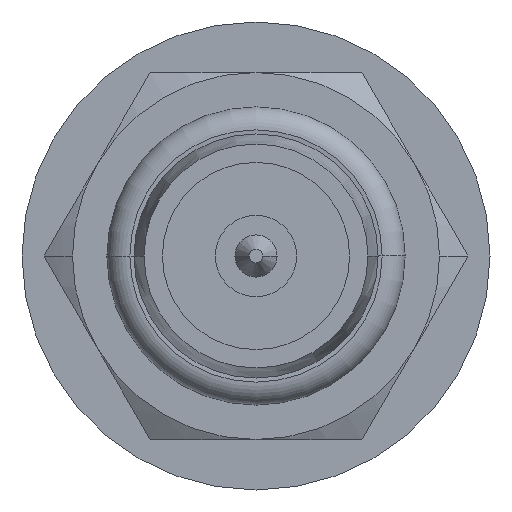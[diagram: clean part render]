
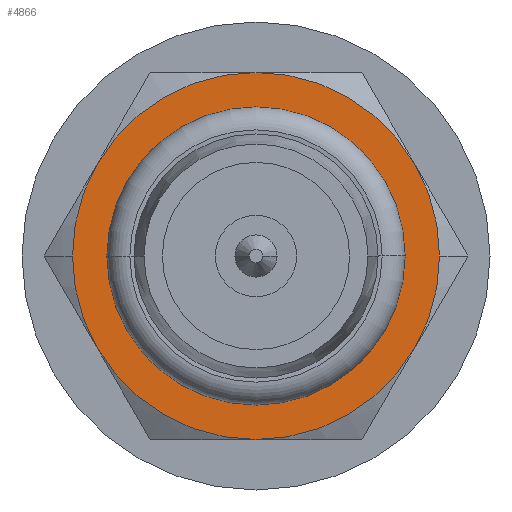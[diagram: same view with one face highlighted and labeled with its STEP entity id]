
A CAD part, left-side view. The second image highlights one B-rep face of the part: STEP entity #4866.
In plain terms, the highlighted planar face has unit normal (-1, 0, 0).
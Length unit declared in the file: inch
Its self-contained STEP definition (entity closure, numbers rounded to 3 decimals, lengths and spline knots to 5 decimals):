
#33 = AXIS2_PLACEMENT_3D ( 'NONE', #3542, #3462, #3581 ) ;
#57 = EDGE_CURVE ( 'NONE', #1484, #557, #442, .T. ) ;
#89 = VERTEX_POINT ( 'NONE', #1761 ) ;
#132 = CIRCLE ( 'NONE', #33, 0.15748 ) ;
#160 = AXIS2_PLACEMENT_3D ( 'NONE', #2873, #4643, #5627 ) ;
#216 = ORIENTED_EDGE ( 'NONE', *, *, #957, .F. ) ;
#240 = EDGE_LOOP ( 'NONE', ( #346, #378, #3215, #826, #2367, #216, #1615, #5563 ) ) ;
#256 = AXIS2_PLACEMENT_3D ( 'NONE', #2672, #3890, #1333 ) ;
#346 = ORIENTED_EDGE ( 'NONE', *, *, #1312, .F. ) ;
#351 = CIRCLE ( 'NONE', #160, 0.15748 ) ;
#366 = DIRECTION ( 'NONE',  ( 1., 0., 0. ) ) ;
#378 = ORIENTED_EDGE ( 'NONE', *, *, #4400, .F. ) ;
#425 = EDGE_CURVE ( 'NONE', #4905, #1484, #5312, .T. ) ;
#442 = CIRCLE ( 'NONE', #3938, 0.12402 ) ;
#445 = CIRCLE ( 'NONE', #3843, 0.15748 ) ;
#462 = CARTESIAN_POINT ( 'NONE',  ( 0., 0., 0. ) ) ;
#515 = ORIENTED_EDGE ( 'NONE', *, *, #425, .T. ) ;
#550 = VERTEX_POINT ( 'NONE', #5385 ) ;
#557 = VERTEX_POINT ( 'NONE', #5445 ) ;
#572 = CARTESIAN_POINT ( 'NONE',  ( 0., 0., 0. ) ) ;
#779 = EDGE_CURVE ( 'NONE', #1061, #550, #351, .T. ) ;
#826 = ORIENTED_EDGE ( 'NONE', *, *, #779, .T. ) ;
#844 = CARTESIAN_POINT ( 'NONE',  ( 0., 0., 0. ) ) ;
#880 = VERTEX_POINT ( 'NONE', #2697 ) ;
#913 = AXIS2_PLACEMENT_3D ( 'NONE', #844, #3914, #2124 ) ;
#957 = EDGE_CURVE ( 'NONE', #880, #89, #4031, .T. ) ;
#1061 = VERTEX_POINT ( 'NONE', #1523 ) ;
#1210 = DIRECTION ( 'NONE',  ( 1., 0., 0. ) ) ;
#1247 = DIRECTION ( 'NONE',  ( 0., 0., 1. ) ) ;
#1312 = EDGE_CURVE ( 'NONE', #1389, #1654, #4312, .T. ) ;
#1333 = DIRECTION ( 'NONE',  ( 0., 0.866, 0.5 ) ) ;
#1389 = VERTEX_POINT ( 'NONE', #2691 ) ;
#1484 = VERTEX_POINT ( 'NONE', #2343 ) ;
#1523 = CARTESIAN_POINT ( 'NONE',  ( 0., -0.15748, 0. ) ) ;
#1554 = DIRECTION ( 'NONE',  ( 0., 0.866, 0.5 ) ) ;
#1615 = ORIENTED_EDGE ( 'NONE', *, *, #4596, .T. ) ;
#1622 = CARTESIAN_POINT ( 'NONE',  ( 0., 0.12402, 0. ) ) ;
#1654 = VERTEX_POINT ( 'NONE', #4802 ) ;
#1691 = CARTESIAN_POINT ( 'NONE',  ( 0., 0., 0. ) ) ;
#1726 = AXIS2_PLACEMENT_3D ( 'NONE', #2197, #1210, #1746 ) ;
#1746 = DIRECTION ( 'NONE',  ( 0., 1., 0. ) ) ;
#1759 = EDGE_LOOP ( 'NONE', ( #2400, #4105, #515 ) ) ;
#1761 = CARTESIAN_POINT ( 'NONE',  ( 0., 0., 0.15748 ) ) ;
#2124 = DIRECTION ( 'NONE',  ( 0., -0.866, -0.5 ) ) ;
#2197 = CARTESIAN_POINT ( 'NONE',  ( 0., 0., 0. ) ) ;
#2269 = CIRCLE ( 'NONE', #913, 0.15748 ) ;
#2278 = DIRECTION ( 'NONE',  ( 0., -1., 0. ) ) ;
#2316 = DIRECTION ( 'NONE',  ( 1., 0., 0. ) ) ;
#2343 = CARTESIAN_POINT ( 'NONE',  ( 0., -0.12402, 0. ) ) ;
#2345 = CARTESIAN_POINT ( 'NONE',  ( 0., 0., 0. ) ) ;
#2367 = ORIENTED_EDGE ( 'NONE', *, *, #3729, .F. ) ;
#2369 = DIRECTION ( 'NONE',  ( 1., 0., 0. ) ) ;
#2400 = ORIENTED_EDGE ( 'NONE', *, *, #57, .T. ) ;
#2421 = CARTESIAN_POINT ( 'NONE',  ( 0., -0.13638, -0.07874 ) ) ;
#2456 = VERTEX_POINT ( 'NONE', #2421 ) ;
#2546 = CIRCLE ( 'NONE', #3383, 0.15748 ) ;
#2599 = VERTEX_POINT ( 'NONE', #3007 ) ;
#2614 = DIRECTION ( 'NONE',  ( 1., 0., 0. ) ) ;
#2667 = DIRECTION ( 'NONE',  ( 0., 0., -1. ) ) ;
#2672 = CARTESIAN_POINT ( 'NONE',  ( 0., 0., 0. ) ) ;
#2691 = CARTESIAN_POINT ( 'NONE',  ( 0., 0., -0.15748 ) ) ;
#2697 = CARTESIAN_POINT ( 'NONE',  ( 0., 0.13638, 0.07874 ) ) ;
#2773 = CARTESIAN_POINT ( 'NONE',  ( 0., 0., 0. ) ) ;
#2808 = DIRECTION ( 'NONE',  ( -1., 0., 0. ) ) ;
#2853 = DIRECTION ( 'NONE',  ( 0., -1., 0. ) ) ;
#2873 = CARTESIAN_POINT ( 'NONE',  ( 0., 0., 0. ) ) ;
#3007 = CARTESIAN_POINT ( 'NONE',  ( 0., 0.15748, 0. ) ) ;
#3033 = EDGE_CURVE ( 'NONE', #557, #4905, #4476, .T. ) ;
#3160 = CARTESIAN_POINT ( 'NONE',  ( 0., 0., 0. ) ) ;
#3187 = DIRECTION ( 'NONE',  ( 0., 1., 0. ) ) ;
#3215 = ORIENTED_EDGE ( 'NONE', *, *, #4330, .T. ) ;
#3221 = FACE_BOUND ( 'NONE', #1759, .T. ) ;
#3383 = AXIS2_PLACEMENT_3D ( 'NONE', #462, #2614, #1247 ) ;
#3462 = DIRECTION ( 'NONE',  ( -1., 0., 0. ) ) ;
#3476 = DIRECTION ( 'NONE',  ( 1., 0., 0. ) ) ;
#3542 = CARTESIAN_POINT ( 'NONE',  ( 0., 0., 0. ) ) ;
#3581 = DIRECTION ( 'NONE',  ( 0., 0.866, 0.5 ) ) ;
#3729 = EDGE_CURVE ( 'NONE', #89, #550, #2546, .T. ) ;
#3756 = CIRCLE ( 'NONE', #4214, 0.15748 ) ;
#3843 = AXIS2_PLACEMENT_3D ( 'NONE', #572, #2316, #4408 ) ;
#3890 = DIRECTION ( 'NONE',  ( 1., 0., 0. ) ) ;
#3914 = DIRECTION ( 'NONE',  ( -1., 0., 0. ) ) ;
#3938 = AXIS2_PLACEMENT_3D ( 'NONE', #5564, #4677, #2853 ) ;
#3948 = AXIS2_PLACEMENT_3D ( 'NONE', #1691, #3476, #2667 ) ;
#4031 = CIRCLE ( 'NONE', #256, 0.15748 ) ;
#4105 = ORIENTED_EDGE ( 'NONE', *, *, #3033, .T. ) ;
#4214 = AXIS2_PLACEMENT_3D ( 'NONE', #2345, #2808, #1554 ) ;
#4312 = CIRCLE ( 'NONE', #3948, 0.15748 ) ;
#4330 = EDGE_CURVE ( 'NONE', #2456, #1061, #2269, .T. ) ;
#4400 = EDGE_CURVE ( 'NONE', #2456, #1389, #445, .T. ) ;
#4408 = DIRECTION ( 'NONE',  ( 0., -0.866, -0.5 ) ) ;
#4476 = CIRCLE ( 'NONE', #5029, 0.12402 ) ;
#4596 = EDGE_CURVE ( 'NONE', #880, #2599, #3756, .T. ) ;
#4643 = DIRECTION ( 'NONE',  ( -1., 0., 0. ) ) ;
#4677 = DIRECTION ( 'NONE',  ( 1., 0., 0. ) ) ;
#4802 = CARTESIAN_POINT ( 'NONE',  ( 0., 0.13638, -0.07874 ) ) ;
#4866 = ADVANCED_FACE ( 'NONE', ( #3221, #5449 ), #4974, .F. ) ;
#4905 = VERTEX_POINT ( 'NONE', #1622 ) ;
#4974 = PLANE ( 'NONE',  #5293 ) ;
#5029 = AXIS2_PLACEMENT_3D ( 'NONE', #3160, #366, #2278 ) ;
#5048 = EDGE_CURVE ( 'NONE', #2599, #1654, #132, .T. ) ;
#5293 = AXIS2_PLACEMENT_3D ( 'NONE', #2773, #2369, #3187 ) ;
#5312 = CIRCLE ( 'NONE', #1726, 0.12402 ) ;
#5385 = CARTESIAN_POINT ( 'NONE',  ( 0., -0.13638, 0.07874 ) ) ;
#5445 = CARTESIAN_POINT ( 'NONE',  ( 0., 0., -0.12402 ) ) ;
#5449 = FACE_OUTER_BOUND ( 'NONE', #240, .T. ) ;
#5563 = ORIENTED_EDGE ( 'NONE', *, *, #5048, .T. ) ;
#5564 = CARTESIAN_POINT ( 'NONE',  ( 0., 0., 0. ) ) ;
#5627 = DIRECTION ( 'NONE',  ( 0., -0.866, -0.5 ) ) ;
